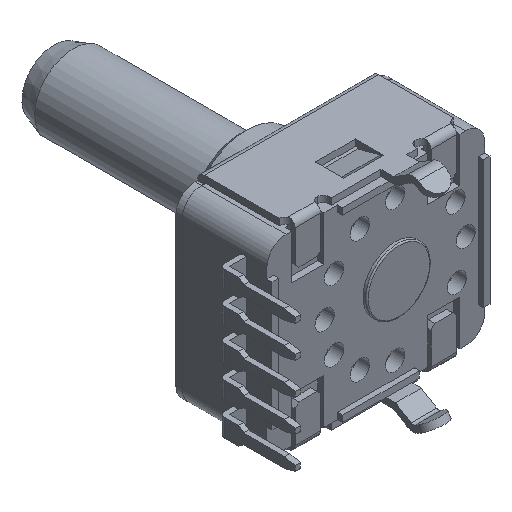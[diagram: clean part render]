
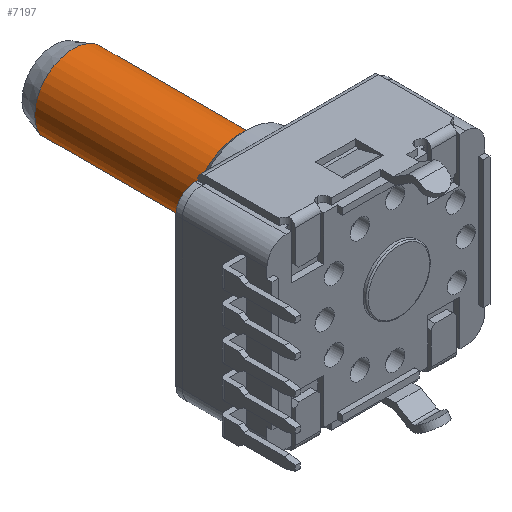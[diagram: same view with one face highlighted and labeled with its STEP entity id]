
A CAD part, isometric view. The second image highlights one B-rep face of the part: STEP entity #7197.
In plain terms, the highlighted cylindrical face has radius 3 mm (diameter 6 mm), a full revolution.
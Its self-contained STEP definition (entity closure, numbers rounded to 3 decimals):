
#243=CIRCLE('',#7826,3.);
#247=CIRCLE('',#7832,3.);
#248=CIRCLE('',#7833,3.);
#249=CIRCLE('',#7834,3.);
#303=CYLINDRICAL_SURFACE('',#7831,3.);
#672=FACE_OUTER_BOUND('',#1089,.T.);
#1089=EDGE_LOOP('',(#6484,#6485,#6486,#6487,#6488,#6489,#6490,#6491));
#1952=LINE('',#11850,#2814);
#1953=LINE('',#11854,#2815);
#1954=LINE('',#11856,#2816);
#2814=VECTOR('',#9715,10.);
#2815=VECTOR('',#9718,10.);
#2816=VECTOR('',#9721,3.);
#3482=VERTEX_POINT('',#11837);
#3485=VERTEX_POINT('',#11846);
#3486=VERTEX_POINT('',#11847);
#3487=VERTEX_POINT('',#11849);
#3488=VERTEX_POINT('',#11851);
#3489=VERTEX_POINT('',#11853);
#4482=EDGE_CURVE('',#3482,#3482,#243,.T.);
#4486=EDGE_CURVE('',#3485,#3486,#247,.T.);
#4487=EDGE_CURVE('',#3485,#3487,#1952,.T.);
#4488=EDGE_CURVE('',#3487,#3488,#248,.T.);
#4489=EDGE_CURVE('',#3488,#3489,#1953,.T.);
#4490=EDGE_CURVE('',#3486,#3489,#249,.T.);
#4491=EDGE_CURVE('',#3486,#3482,#1954,.T.);
#6484=ORIENTED_EDGE('',*,*,#4486,.F.);
#6485=ORIENTED_EDGE('',*,*,#4487,.T.);
#6486=ORIENTED_EDGE('',*,*,#4488,.T.);
#6487=ORIENTED_EDGE('',*,*,#4489,.T.);
#6488=ORIENTED_EDGE('',*,*,#4490,.F.);
#6489=ORIENTED_EDGE('',*,*,#4491,.T.);
#6490=ORIENTED_EDGE('',*,*,#4482,.F.);
#6491=ORIENTED_EDGE('',*,*,#4491,.F.);
#7197=ADVANCED_FACE('',(#672),#303,.T.);
#7826=AXIS2_PLACEMENT_3D('',#11838,#9701,#9702);
#7831=AXIS2_PLACEMENT_3D('',#11845,#9711,#9712);
#7832=AXIS2_PLACEMENT_3D('',#11848,#9713,#9714);
#7833=AXIS2_PLACEMENT_3D('',#11852,#9716,#9717);
#7834=AXIS2_PLACEMENT_3D('',#11855,#9719,#9720);
#9701=DIRECTION('center_axis',(0.,0.,-1.));
#9702=DIRECTION('ref_axis',(-1.,0.,0.));
#9711=DIRECTION('center_axis',(0.,0.,1.));
#9712=DIRECTION('ref_axis',(-1.,0.,0.));
#9713=DIRECTION('center_axis',(0.,0.,1.));
#9714=DIRECTION('ref_axis',(1.,0.,0.));
#9715=DIRECTION('',(0.,0.,-1.));
#9716=DIRECTION('center_axis',(0.,0.,-1.));
#9717=DIRECTION('ref_axis',(-1.,0.,0.));
#9718=DIRECTION('',(0.,0.,1.));
#9719=DIRECTION('center_axis',(0.,0.,1.));
#9720=DIRECTION('ref_axis',(1.,0.,0.));
#9721=DIRECTION('',(0.,0.,-1.));
#11837=CARTESIAN_POINT('',(3.,0.,0.1));
#11838=CARTESIAN_POINT('Origin',(0.,0.,0.1));
#11845=CARTESIAN_POINT('Origin',(0.,0.,0.));
#11846=CARTESIAN_POINT('',(-1.5,-2.598,13.));
#11847=CARTESIAN_POINT('',(3.,0.,13.));
#11848=CARTESIAN_POINT('Origin',(0.,0.,13.));
#11849=CARTESIAN_POINT('',(-1.5,-2.598,2.5));
#11850=CARTESIAN_POINT('',(-1.5,-2.598,0.));
#11851=CARTESIAN_POINT('',(-1.5,2.598,2.5));
#11852=CARTESIAN_POINT('Origin',(0.,0.,2.5));
#11853=CARTESIAN_POINT('',(-1.5,2.598,13.));
#11854=CARTESIAN_POINT('',(-1.5,2.598,0.));
#11855=CARTESIAN_POINT('Origin',(0.,0.,13.));
#11856=CARTESIAN_POINT('',(3.,0.,0.));
